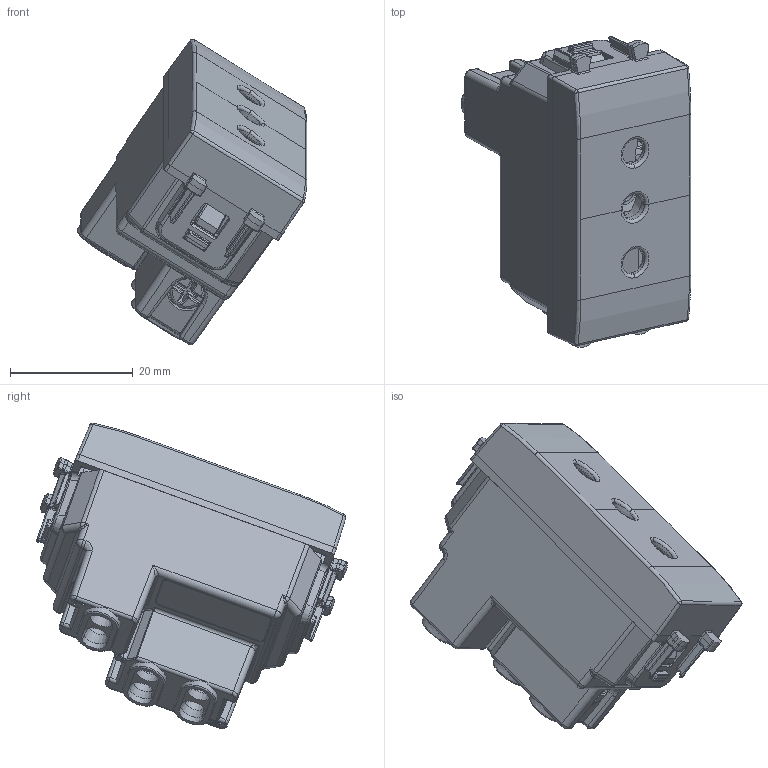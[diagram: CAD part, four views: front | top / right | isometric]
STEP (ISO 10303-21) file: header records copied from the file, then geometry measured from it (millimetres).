
FILE_DESCRIPTION(('CATIA V5 STEP Exchange'),'2;1');
FILE_NAME('441006TS.stp','2024-03-06T13:44:25+00:00',('none'),('none'),'CATIA Version 5-6 Release 2016 SP6','CATIA V5 STEP AP203','none');
FILE_SCHEMA(('CONFIG_CONTROL_DESIGN'));
Products named in the file (1): 441006TS
Assembly tree (7 placements, depth 2):
  441006TS
    #57
    #63802
    #66928  x3
    #68867
    #98885
Bounding box: 37.4 x 50.66 x 49.78 mm (x, y, z)
Volume: 9915.5 mm3; surface area: 16975 mm2
Topology: 7 solids, 7 shells, 2811 faces, 7281 edges, 4267 vertices
Faces by surface type: cylinder 1015, plane 979, bspline 393, sphere 192, cone 148, torus 76, extrusion 8
Entity records: 109516 total; most frequent: CARTESIAN_POINT 54129, ORIENTED_EDGE 13478, DIRECTION 7849, EDGE_CURVE 6739, VERTEX_POINT 4064, AXIS2_PLACEMENT_3D 3059, VECTOR 2875, LINE 2867
